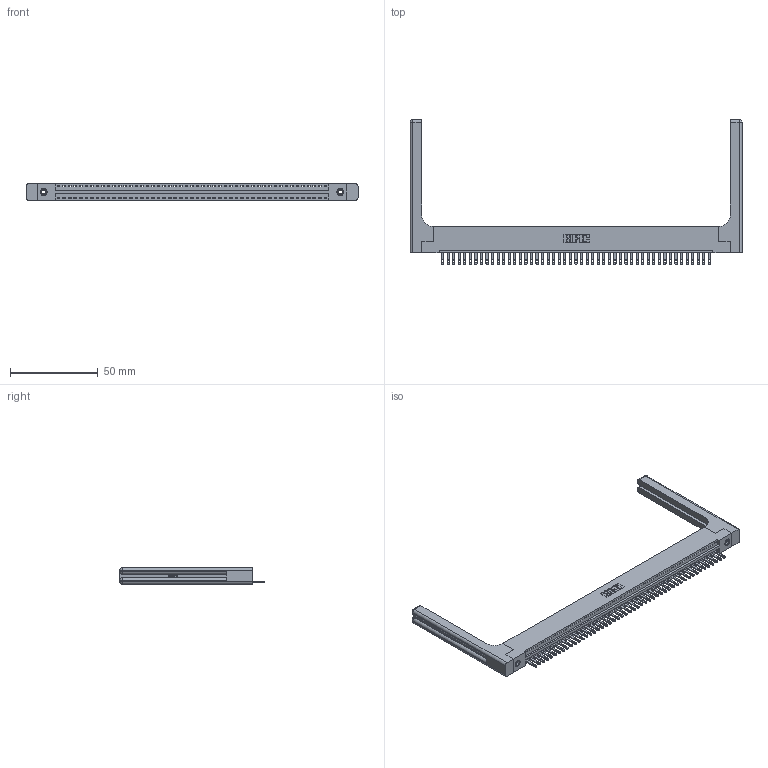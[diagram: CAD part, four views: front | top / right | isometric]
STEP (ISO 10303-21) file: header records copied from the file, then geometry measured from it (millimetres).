
FILE_DESCRIPTION (( 'STEP AP203' ), '1' );
FILE_NAME ('346-049-500-158.STEP', '2022-05-10T00:35:12', ( '' ), ( '' ), 'SwSTEP 2.0', 'SolidWorks 2020', '' );
FILE_SCHEMA (( 'CONFIG_CONTROL_DESIGN' ));
Length unit declared in the file: inch
Products named in the file (5): 346 Part_Flush Mounting Lugs - 0.156 Dia-TH; 346-220-058_345-220-058; 345-250-001_345-250-001-102; 346-049-500-158; 345-292-001_345-293-100
Assembly tree (54 placements, depth 2):
  346-049-500-158
    346 Part_Flush Mounting Lugs - 0.156 Dia-TH
    345-292-001_345-293-100  x49
    345-250-001_345-250-001-102  x2
    346-220-058_345-220-058  x2
Bounding box: 189.64 x 82.8 x 9.4 mm (x, y, z)
Volume: 25731.2 mm3; surface area: 28155.3 mm2
Topology: 54 solids, 54 shells, 3038 faces, 9263 edges, 6154 vertices
Faces by surface type: plane 1904, cylinder 1074, bspline 36, cone 12, sphere 8, torus 4
Entity records: 34996 total; most frequent: CARTESIAN_POINT 6978, ORIENTED_EDGE 5756, DIRECTION 5080, EDGE_CURVE 2878, VECTOR 2454, LINE 2454, VERTEX_POINT 1910, AXIS2_PLACEMENT_3D 1313
